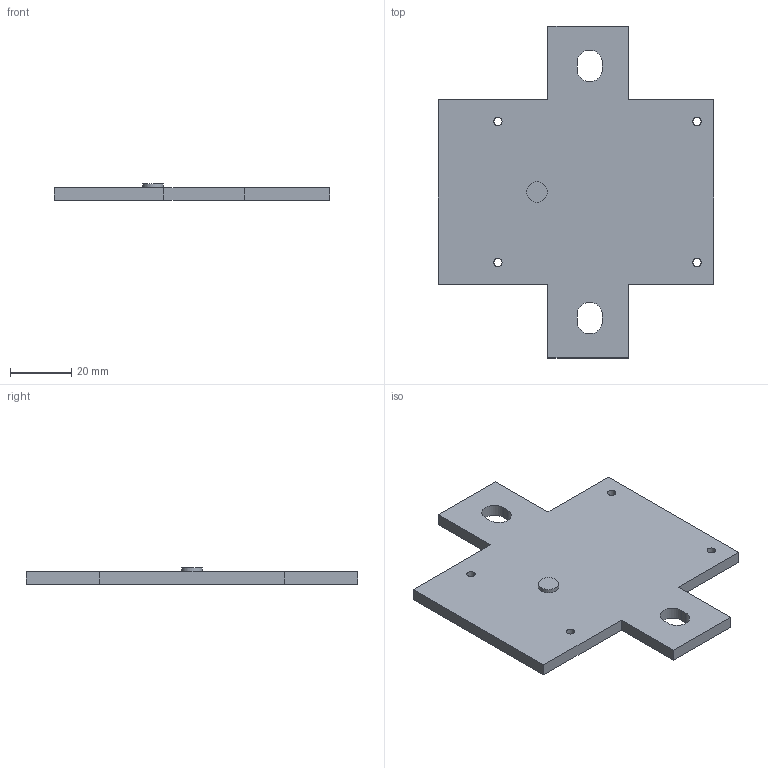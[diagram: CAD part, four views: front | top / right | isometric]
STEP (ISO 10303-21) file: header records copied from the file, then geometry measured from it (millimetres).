
FILE_DESCRIPTION(/* description */ (''),/* implementation_level */ '2;1');
FILE_NAME(/* name */ 'LIDAR固定件 v3.step',/* time_stamp */ '2021-05-14T14:45:04+08:00',/* author */ (''),/* organization */ (''),/* preprocessor_version */ 'ST-DEVELOPER v18.1',/* originating_system */ 'Autodesk Translation Framework v10.6.0.1341',/* authorisation */ '');
FILE_SCHEMA (('AUTOMOTIVE_DESIGN { 1 0 10303 214 3 1 1 }'));
Length unit declared in the file: millimetre
Products named in the file (1): LIDAR固定件
Bounding box: 90 x 108.38 x 5.3 mm (x, y, z)
Volume: 26142.1 mm3; surface area: 15037.8 mm2
Topology: 1 solids, 1 shells, 28 faces, 75 edges, 50 vertices
Faces by surface type: plane 19, cylinder 9
Full cylindrical faces by diameter (mm): 2.7 x4, 6.7 x1
Entity records: 934 total; most frequent: CARTESIAN_POINT 154, DIRECTION 151, ORIENTED_EDGE 150, EDGE_CURVE 75, LINE 57, VECTOR 57, VERTEX_POINT 50, AXIS2_PLACEMENT_3D 47
